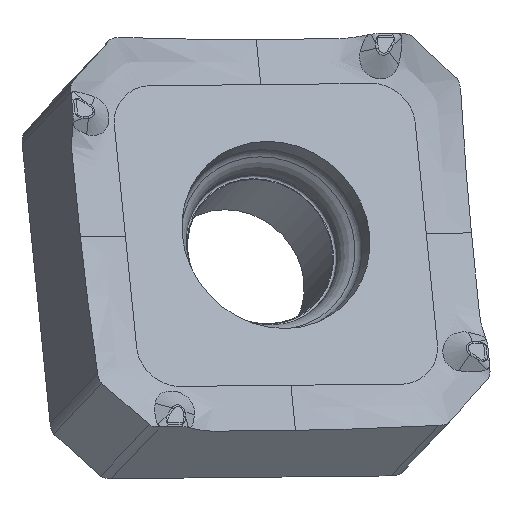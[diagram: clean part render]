
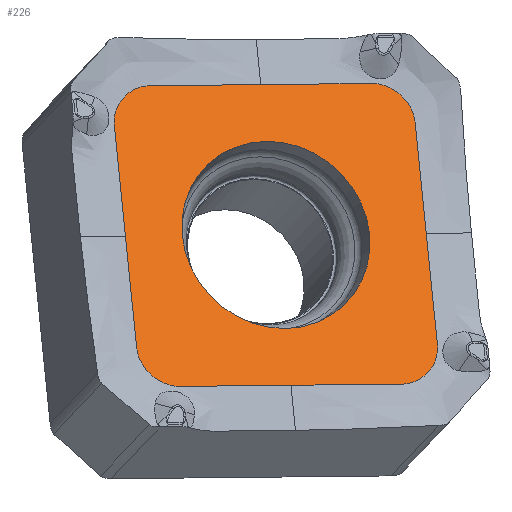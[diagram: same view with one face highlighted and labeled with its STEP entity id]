
A CAD part, top view. The second image highlights one B-rep face of the part: STEP entity #226.
In plain terms, the highlighted planar face has unit normal (0.278, 0.294, 0.914).
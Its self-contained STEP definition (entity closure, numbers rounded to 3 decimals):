
#226=ADVANCED_FACE('',(#367,#368),#303,.F.);
#303=PLANE('',#1601);
#334=CIRCLE('',#1600,3.112);
#367=FACE_BOUND('',#401,.T.);
#368=FACE_BOUND('',#402,.T.);
#401=EDGE_LOOP('',(#737));
#402=EDGE_LOOP('',(#738,#739,#740,#741,#742,#743,#744,#745,#746,#747,#748,
#749));
#737=ORIENTED_EDGE('',*,*,#1297,.T.);
#738=ORIENTED_EDGE('',*,*,#1264,.T.);
#739=ORIENTED_EDGE('',*,*,#1263,.T.);
#740=ORIENTED_EDGE('',*,*,#1262,.T.);
#741=ORIENTED_EDGE('',*,*,#1298,.T.);
#742=ORIENTED_EDGE('',*,*,#1299,.T.);
#743=ORIENTED_EDGE('',*,*,#1300,.T.);
#744=ORIENTED_EDGE('',*,*,#1301,.T.);
#745=ORIENTED_EDGE('',*,*,#1302,.T.);
#746=ORIENTED_EDGE('',*,*,#1303,.T.);
#747=ORIENTED_EDGE('',*,*,#1304,.T.);
#748=ORIENTED_EDGE('',*,*,#1305,.T.);
#749=ORIENTED_EDGE('',*,*,#1306,.T.);
#1118=VERTEX_POINT('',#2538);
#1119=VERTEX_POINT('',#2543);
#1120=VERTEX_POINT('',#2548);
#1121=VERTEX_POINT('',#2553);
#1138=VERTEX_POINT('',#3160);
#1139=VERTEX_POINT('',#3165);
#1140=VERTEX_POINT('',#3170);
#1141=VERTEX_POINT('',#3175);
#1142=VERTEX_POINT('',#3180);
#1143=VERTEX_POINT('',#3185);
#1144=VERTEX_POINT('',#3190);
#1145=VERTEX_POINT('',#3195);
#1146=VERTEX_POINT('',#3200);
#1262=EDGE_CURVE('',#1119,#1118,#1485,.T.);
#1263=EDGE_CURVE('',#1120,#1119,#1486,.T.);
#1264=EDGE_CURVE('',#1121,#1120,#1487,.T.);
#1297=EDGE_CURVE('',#1138,#1138,#334,.T.);
#1298=EDGE_CURVE('',#1118,#1139,#1491,.T.);
#1299=EDGE_CURVE('',#1139,#1140,#1492,.T.);
#1300=EDGE_CURVE('',#1140,#1141,#1493,.T.);
#1301=EDGE_CURVE('',#1141,#1142,#1494,.T.);
#1302=EDGE_CURVE('',#1142,#1143,#1495,.T.);
#1303=EDGE_CURVE('',#1143,#1144,#1496,.T.);
#1304=EDGE_CURVE('',#1144,#1145,#1497,.T.);
#1305=EDGE_CURVE('',#1145,#1146,#1498,.T.);
#1306=EDGE_CURVE('',#1146,#1121,#1499,.T.);
#1485=B_SPLINE_CURVE_WITH_KNOTS('',3,(#2539,#2540,#2541,#2542),
 .UNSPECIFIED.,.F.,.F.,(4,4),(0.,1.),.UNSPECIFIED.);
#1486=B_SPLINE_CURVE_WITH_KNOTS('',3,(#2544,#2545,#2546,#2547),
 .UNSPECIFIED.,.F.,.F.,(4,4),(0.,1.),.UNSPECIFIED.);
#1487=B_SPLINE_CURVE_WITH_KNOTS('',3,(#2549,#2550,#2551,#2552),
 .UNSPECIFIED.,.F.,.F.,(4,4),(0.,1.),.UNSPECIFIED.);
#1491=B_SPLINE_CURVE_WITH_KNOTS('',3,(#3161,#3162,#3163,#3164),
 .UNSPECIFIED.,.F.,.F.,(4,4),(0.,1.),.UNSPECIFIED.);
#1492=B_SPLINE_CURVE_WITH_KNOTS('',3,(#3166,#3167,#3168,#3169),
 .UNSPECIFIED.,.F.,.F.,(4,4),(0.,1.),.UNSPECIFIED.);
#1493=B_SPLINE_CURVE_WITH_KNOTS('',3,(#3171,#3172,#3173,#3174),
 .UNSPECIFIED.,.F.,.F.,(4,4),(0.,1.),.UNSPECIFIED.);
#1494=B_SPLINE_CURVE_WITH_KNOTS('',3,(#3176,#3177,#3178,#3179),
 .UNSPECIFIED.,.F.,.F.,(4,4),(0.,1.),.UNSPECIFIED.);
#1495=B_SPLINE_CURVE_WITH_KNOTS('',3,(#3181,#3182,#3183,#3184),
 .UNSPECIFIED.,.F.,.F.,(4,4),(0.,1.),.UNSPECIFIED.);
#1496=B_SPLINE_CURVE_WITH_KNOTS('',3,(#3186,#3187,#3188,#3189),
 .UNSPECIFIED.,.F.,.F.,(4,4),(0.,1.),.UNSPECIFIED.);
#1497=B_SPLINE_CURVE_WITH_KNOTS('',3,(#3191,#3192,#3193,#3194),
 .UNSPECIFIED.,.F.,.F.,(4,4),(0.,1.),.UNSPECIFIED.);
#1498=B_SPLINE_CURVE_WITH_KNOTS('',3,(#3196,#3197,#3198,#3199),
 .UNSPECIFIED.,.F.,.F.,(4,4),(0.,1.),.UNSPECIFIED.);
#1499=B_SPLINE_CURVE_WITH_KNOTS('',3,(#3201,#3202,#3203,#3204),
 .UNSPECIFIED.,.F.,.F.,(4,4),(0.,1.),.UNSPECIFIED.);
#1600=AXIS2_PLACEMENT_3D('',#3159,#1789,#1790);
#1601=AXIS2_PLACEMENT_3D('',#3205,#1791,#1792);
#1789=DIRECTION('',(-0.278,-0.294,-0.914));
#1790=DIRECTION('',(-0.096,0.956,-0.278));
#1791=DIRECTION('',(-0.278,-0.294,-0.914));
#1792=DIRECTION('',(-0.956,-0.01,0.294));
#2538=CARTESIAN_POINT('',(47.715,55.436,-15.073));
#2539=CARTESIAN_POINT('',(47.361,58.973,-16.102));
#2540=CARTESIAN_POINT('',(47.479,57.794,-15.759));
#2541=CARTESIAN_POINT('',(47.597,56.615,-15.416));
#2542=CARTESIAN_POINT('',(47.715,55.436,-15.073));
#2543=CARTESIAN_POINT('',(47.361,58.973,-16.102));
#2544=CARTESIAN_POINT('',(48.479,60.228,-16.846));
#2545=CARTESIAN_POINT('',(47.828,60.221,-16.646));
#2546=CARTESIAN_POINT('',(47.295,59.627,-16.293));
#2547=CARTESIAN_POINT('',(47.361,58.973,-16.102));
#2548=CARTESIAN_POINT('',(48.479,60.228,-16.846));
#2549=CARTESIAN_POINT('',(52.015,60.266,-17.933));
#2550=CARTESIAN_POINT('',(50.836,60.254,-17.571));
#2551=CARTESIAN_POINT('',(49.658,60.241,-17.208));
#2552=CARTESIAN_POINT('',(48.479,60.228,-16.846));
#2553=CARTESIAN_POINT('',(52.015,60.266,-17.933));
#3159=CARTESIAN_POINT('',(52.494,55.488,-16.543));
#3160=CARTESIAN_POINT('',(52.196,58.462,-17.408));
#3161=CARTESIAN_POINT('',(47.715,55.436,-15.073));
#3162=CARTESIAN_POINT('',(47.833,54.257,-14.73));
#3163=CARTESIAN_POINT('',(47.952,53.079,-14.387));
#3164=CARTESIAN_POINT('',(48.07,51.9,-14.045));
#3165=CARTESIAN_POINT('',(48.07,51.9,-14.045));
#3166=CARTESIAN_POINT('',(48.07,51.9,-14.045));
#3167=CARTESIAN_POINT('',(48.135,51.249,-13.855));
#3168=CARTESIAN_POINT('',(48.783,50.664,-13.864));
#3169=CARTESIAN_POINT('',(49.437,50.671,-14.065));
#3170=CARTESIAN_POINT('',(49.437,50.671,-14.065));
#3171=CARTESIAN_POINT('',(49.437,50.671,-14.065));
#3172=CARTESIAN_POINT('',(50.615,50.683,-14.428));
#3173=CARTESIAN_POINT('',(51.794,50.696,-14.79));
#3174=CARTESIAN_POINT('',(52.973,50.709,-15.153));
#3175=CARTESIAN_POINT('',(52.973,50.709,-15.153));
#3176=CARTESIAN_POINT('',(52.973,50.709,-15.153));
#3177=CARTESIAN_POINT('',(54.152,50.721,-15.515));
#3178=CARTESIAN_POINT('',(55.331,50.734,-15.878));
#3179=CARTESIAN_POINT('',(56.509,50.747,-16.24));
#3180=CARTESIAN_POINT('',(56.509,50.747,-16.24));
#3181=CARTESIAN_POINT('',(56.509,50.747,-16.24));
#3182=CARTESIAN_POINT('',(57.161,50.754,-16.44));
#3183=CARTESIAN_POINT('',(57.693,51.349,-16.793));
#3184=CARTESIAN_POINT('',(57.627,52.003,-16.984));
#3185=CARTESIAN_POINT('',(57.627,52.003,-16.984));
#3186=CARTESIAN_POINT('',(57.627,52.003,-16.984));
#3187=CARTESIAN_POINT('',(57.509,53.181,-17.327));
#3188=CARTESIAN_POINT('',(57.391,54.36,-17.67));
#3189=CARTESIAN_POINT('',(57.273,55.539,-18.013));
#3190=CARTESIAN_POINT('',(57.273,55.539,-18.013));
#3191=CARTESIAN_POINT('',(57.273,55.539,-18.013));
#3192=CARTESIAN_POINT('',(57.155,56.718,-18.356));
#3193=CARTESIAN_POINT('',(57.037,57.897,-18.698));
#3194=CARTESIAN_POINT('',(56.919,59.075,-19.041));
#3195=CARTESIAN_POINT('',(56.919,59.075,-19.041));
#3196=CARTESIAN_POINT('',(56.919,59.075,-19.041));
#3197=CARTESIAN_POINT('',(56.853,59.727,-19.231));
#3198=CARTESIAN_POINT('',(56.206,60.312,-19.222));
#3199=CARTESIAN_POINT('',(55.552,60.305,-19.021));
#3200=CARTESIAN_POINT('',(55.552,60.305,-19.021));
#3201=CARTESIAN_POINT('',(55.552,60.305,-19.021));
#3202=CARTESIAN_POINT('',(54.373,60.292,-18.658));
#3203=CARTESIAN_POINT('',(53.194,60.279,-18.296));
#3204=CARTESIAN_POINT('',(52.015,60.266,-17.933));
#3205=CARTESIAN_POINT('',(49.038,58.508,-16.463));
